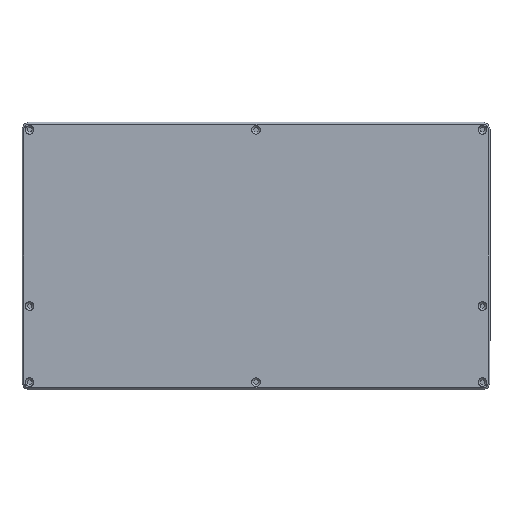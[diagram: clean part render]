
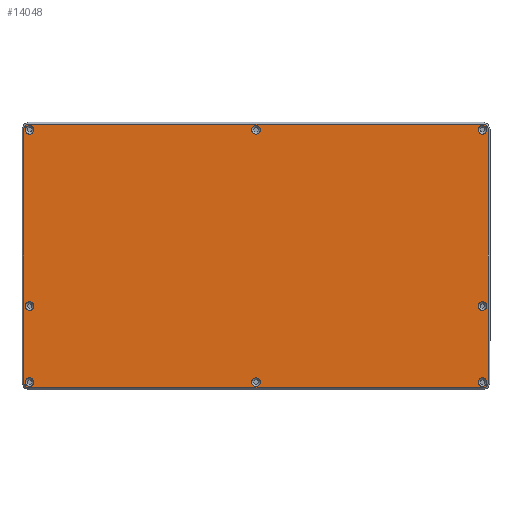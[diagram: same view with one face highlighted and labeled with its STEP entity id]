
A CAD part, front view. The second image highlights one B-rep face of the part: STEP entity #14048.
In plain terms, the highlighted planar face has unit normal (0, -1, 0).
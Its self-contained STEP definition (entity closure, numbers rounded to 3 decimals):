
#273=FACE_BOUND('',#2144,.T.);
#274=FACE_BOUND('',#2145,.T.);
#275=FACE_BOUND('',#2146,.T.);
#276=FACE_BOUND('',#2147,.T.);
#277=FACE_BOUND('',#2148,.T.);
#278=FACE_BOUND('',#2149,.T.);
#279=FACE_BOUND('',#2150,.T.);
#280=FACE_BOUND('',#2151,.T.);
#496=CIRCLE('',#15006,3.);
#497=CIRCLE('',#15009,3.);
#498=CIRCLE('',#15012,3.);
#500=CIRCLE('',#15016,3.);
#502=CIRCLE('',#15020,2.25);
#503=CIRCLE('',#15021,2.25);
#504=CIRCLE('',#15022,2.25);
#505=CIRCLE('',#15023,2.25);
#506=CIRCLE('',#15024,2.25);
#507=CIRCLE('',#15025,2.25);
#508=CIRCLE('',#15026,2.25);
#509=CIRCLE('',#15027,2.25);
#1286=FACE_OUTER_BOUND('',#2143,.T.);
#2143=EDGE_LOOP('',(#12608,#12609,#12610,#12611,#12612,#12613,#12614,#12615));
#2144=EDGE_LOOP('',(#12616));
#2145=EDGE_LOOP('',(#12617));
#2146=EDGE_LOOP('',(#12618));
#2147=EDGE_LOOP('',(#12619));
#2148=EDGE_LOOP('',(#12620));
#2149=EDGE_LOOP('',(#12621));
#2150=EDGE_LOOP('',(#12622));
#2151=EDGE_LOOP('',(#12623));
#3811=LINE('',#22605,#5487);
#3816=LINE('',#22616,#5492);
#3819=LINE('',#22624,#5495);
#3822=LINE('',#22635,#5498);
#5487=VECTOR('',#18479,10.);
#5492=VECTOR('',#18490,10.);
#5495=VECTOR('',#18499,10.);
#5498=VECTOR('',#18510,10.);
#6817=VERTEX_POINT('',#22602);
#6818=VERTEX_POINT('',#22604);
#6820=VERTEX_POINT('',#22610);
#6821=VERTEX_POINT('',#22614);
#6822=VERTEX_POINT('',#22618);
#6823=VERTEX_POINT('',#22622);
#6825=VERTEX_POINT('',#22627);
#6827=VERTEX_POINT('',#22633);
#6828=VERTEX_POINT('',#22643);
#6829=VERTEX_POINT('',#22645);
#6830=VERTEX_POINT('',#22647);
#6831=VERTEX_POINT('',#22649);
#6832=VERTEX_POINT('',#22651);
#6833=VERTEX_POINT('',#22653);
#6834=VERTEX_POINT('',#22655);
#6835=VERTEX_POINT('',#22657);
#8755=EDGE_CURVE('',#6817,#6818,#3811,.T.);
#8759=EDGE_CURVE('',#6820,#6817,#496,.T.);
#8761=EDGE_CURVE('',#6821,#6820,#3816,.T.);
#8763=EDGE_CURVE('',#6822,#6821,#497,.T.);
#8765=EDGE_CURVE('',#6823,#6822,#3819,.T.);
#8767=EDGE_CURVE('',#6825,#6823,#498,.T.);
#8770=EDGE_CURVE('',#6827,#6825,#3822,.T.);
#8772=EDGE_CURVE('',#6818,#6827,#500,.T.);
#8775=EDGE_CURVE('',#6828,#6828,#502,.T.);
#8776=EDGE_CURVE('',#6829,#6829,#503,.T.);
#8777=EDGE_CURVE('',#6830,#6830,#504,.T.);
#8778=EDGE_CURVE('',#6831,#6831,#505,.T.);
#8779=EDGE_CURVE('',#6832,#6832,#506,.T.);
#8780=EDGE_CURVE('',#6833,#6833,#507,.T.);
#8781=EDGE_CURVE('',#6834,#6834,#508,.T.);
#8782=EDGE_CURVE('',#6835,#6835,#509,.T.);
#12608=ORIENTED_EDGE('',*,*,#8755,.F.);
#12609=ORIENTED_EDGE('',*,*,#8759,.F.);
#12610=ORIENTED_EDGE('',*,*,#8761,.F.);
#12611=ORIENTED_EDGE('',*,*,#8763,.F.);
#12612=ORIENTED_EDGE('',*,*,#8765,.F.);
#12613=ORIENTED_EDGE('',*,*,#8767,.F.);
#12614=ORIENTED_EDGE('',*,*,#8770,.F.);
#12615=ORIENTED_EDGE('',*,*,#8772,.F.);
#12616=ORIENTED_EDGE('',*,*,#8775,.T.);
#12617=ORIENTED_EDGE('',*,*,#8776,.T.);
#12618=ORIENTED_EDGE('',*,*,#8777,.T.);
#12619=ORIENTED_EDGE('',*,*,#8778,.T.);
#12620=ORIENTED_EDGE('',*,*,#8779,.T.);
#12621=ORIENTED_EDGE('',*,*,#8780,.T.);
#12622=ORIENTED_EDGE('',*,*,#8781,.T.);
#12623=ORIENTED_EDGE('',*,*,#8782,.T.);
#13371=PLANE('',#15019);
#14048=ADVANCED_FACE('',(#1286,#273,#274,#275,#276,#277,#278,#279,#280),
#13371,.F.);
#15006=AXIS2_PLACEMENT_3D('',#22612,#18485,#18486);
#15009=AXIS2_PLACEMENT_3D('',#22620,#18494,#18495);
#15012=AXIS2_PLACEMENT_3D('',#22629,#18503,#18504);
#15016=AXIS2_PLACEMENT_3D('',#22638,#18514,#18515);
#15019=AXIS2_PLACEMENT_3D('',#22642,#18521,#18522);
#15020=AXIS2_PLACEMENT_3D('',#22644,#18523,#18524);
#15021=AXIS2_PLACEMENT_3D('',#22646,#18525,#18526);
#15022=AXIS2_PLACEMENT_3D('',#22648,#18527,#18528);
#15023=AXIS2_PLACEMENT_3D('',#22650,#18529,#18530);
#15024=AXIS2_PLACEMENT_3D('',#22652,#18531,#18532);
#15025=AXIS2_PLACEMENT_3D('',#22654,#18533,#18534);
#15026=AXIS2_PLACEMENT_3D('',#22656,#18535,#18536);
#15027=AXIS2_PLACEMENT_3D('',#22658,#18537,#18538);
#18479=DIRECTION('',(0.,0.,1.));
#18485=DIRECTION('center_axis',(0.,1.,0.));
#18486=DIRECTION('ref_axis',(0.,0.,-1.));
#18490=DIRECTION('',(-1.,0.,0.));
#18494=DIRECTION('center_axis',(0.,1.,0.));
#18495=DIRECTION('ref_axis',(1.,0.,0.));
#18499=DIRECTION('',(0.,0.,-1.));
#18503=DIRECTION('center_axis',(0.,1.,0.));
#18504=DIRECTION('ref_axis',(0.,0.,1.));
#18510=DIRECTION('',(1.,0.,0.));
#18514=DIRECTION('center_axis',(0.,1.,0.));
#18515=DIRECTION('ref_axis',(-1.,0.,0.));
#18521=DIRECTION('center_axis',(0.,1.,0.));
#18522=DIRECTION('ref_axis',(1.,0.,0.));
#18523=DIRECTION('center_axis',(0.,1.,0.));
#18524=DIRECTION('ref_axis',(0.,0.,-1.));
#18525=DIRECTION('center_axis',(0.,1.,0.));
#18526=DIRECTION('ref_axis',(0.,0.,-1.));
#18527=DIRECTION('center_axis',(0.,1.,0.));
#18528=DIRECTION('ref_axis',(0.,0.,-1.));
#18529=DIRECTION('center_axis',(0.,1.,0.));
#18530=DIRECTION('ref_axis',(0.,0.,-1.));
#18531=DIRECTION('center_axis',(0.,1.,0.));
#18532=DIRECTION('ref_axis',(0.,0.,-1.));
#18533=DIRECTION('center_axis',(0.,1.,0.));
#18534=DIRECTION('ref_axis',(0.,0.,-1.));
#18535=DIRECTION('center_axis',(0.,1.,0.));
#18536=DIRECTION('ref_axis',(0.,0.,-1.));
#18537=DIRECTION('center_axis',(0.,1.,0.));
#18538=DIRECTION('ref_axis',(0.,0.,-1.));
#22602=CARTESIAN_POINT('',(-219.025,-9.6,-16.));
#22604=CARTESIAN_POINT('',(-219.025,-9.6,116.013));
#22605=CARTESIAN_POINT('',(-219.025,-9.6,83.01));
#22610=CARTESIAN_POINT('',(-216.025,-9.6,-19.));
#22612=CARTESIAN_POINT('Origin',(-216.025,-9.6,-16.));
#22614=CARTESIAN_POINT('',(20.763,-9.6,-19.));
#22616=CARTESIAN_POINT('',(-156.828,-9.6,-19.));
#22618=CARTESIAN_POINT('',(23.763,-9.6,-16.));
#22620=CARTESIAN_POINT('Origin',(20.763,-9.6,-16.));
#22622=CARTESIAN_POINT('',(23.763,-9.6,116.013));
#22624=CARTESIAN_POINT('',(23.763,-9.6,17.003));
#22627=CARTESIAN_POINT('',(20.763,-9.6,119.013));
#22629=CARTESIAN_POINT('Origin',(20.763,-9.6,116.013));
#22633=CARTESIAN_POINT('',(-216.025,-9.6,119.013));
#22635=CARTESIAN_POINT('',(-38.434,-9.6,119.013));
#22638=CARTESIAN_POINT('Origin',(-216.025,-9.6,116.013));
#22642=CARTESIAN_POINT('Origin',(-97.631,-9.6,50.007));
#22643=CARTESIAN_POINT('',(20.763,-9.6,118.263));
#22644=CARTESIAN_POINT('Origin',(20.763,-9.6,116.013));
#22645=CARTESIAN_POINT('',(-97.631,-9.6,-13.75));
#22646=CARTESIAN_POINT('Origin',(-97.631,-9.6,-16.));
#22647=CARTESIAN_POINT('',(-216.025,-9.6,26.062));
#22648=CARTESIAN_POINT('Origin',(-216.025,-9.6,23.812));
#22649=CARTESIAN_POINT('',(-216.025,-9.6,-13.75));
#22650=CARTESIAN_POINT('Origin',(-216.025,-9.6,-16.));
#22651=CARTESIAN_POINT('',(-216.025,-9.6,118.263));
#22652=CARTESIAN_POINT('Origin',(-216.025,-9.6,116.013));
#22653=CARTESIAN_POINT('',(20.763,-9.6,26.062));
#22654=CARTESIAN_POINT('Origin',(20.763,-9.6,23.812));
#22655=CARTESIAN_POINT('',(-97.631,-9.6,118.263));
#22656=CARTESIAN_POINT('Origin',(-97.631,-9.6,116.013));
#22657=CARTESIAN_POINT('',(20.763,-9.6,-13.75));
#22658=CARTESIAN_POINT('Origin',(20.763,-9.6,-16.));
